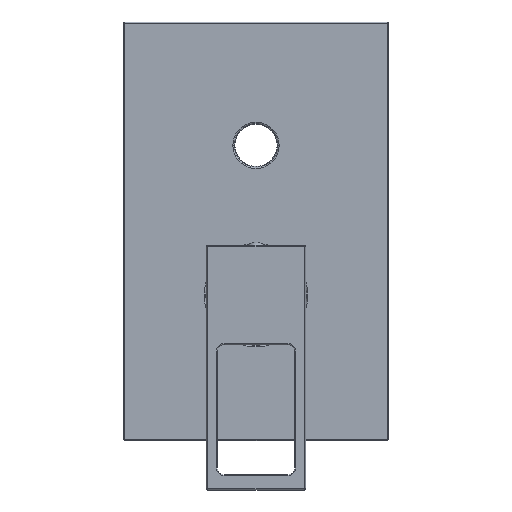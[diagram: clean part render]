
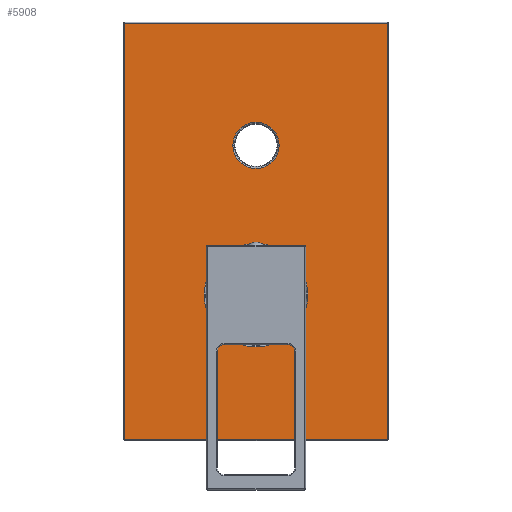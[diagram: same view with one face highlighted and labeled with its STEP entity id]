
A CAD part, top view. The second image highlights one B-rep face of the part: STEP entity #5908.
In plain terms, the highlighted planar face has unit normal (0, 0, 1).
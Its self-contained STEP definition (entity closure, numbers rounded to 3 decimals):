
#4694=DIRECTION('',(-1.,0.,0.));
#4695=VECTOR('',#4694,119.);
#4696=CARTESIAN_POINT('',(59.5,123.5,-2.));
#4697=LINE('',#4696,#4695);
#4698=DIRECTION('',(0.,1.,0.));
#4699=VECTOR('',#4698,189.);
#4700=CARTESIAN_POINT('',(59.5,-65.5,-2.));
#4701=LINE('',#4700,#4699);
#4702=DIRECTION('',(1.,0.,0.));
#4703=VECTOR('',#4702,119.);
#4704=CARTESIAN_POINT('',(-59.5,-65.5,-2.));
#4705=LINE('',#4704,#4703);
#4706=DIRECTION('',(0.,-1.,0.));
#4707=VECTOR('',#4706,189.);
#4708=CARTESIAN_POINT('',(-59.5,123.5,-2.));
#4709=LINE('',#4708,#4707);
#4710=CARTESIAN_POINT('',(0.,0.,-2.));
#4711=DIRECTION('',(0.,0.,-1.));
#4712=DIRECTION('',(1.,0.,0.));
#4713=AXIS2_PLACEMENT_3D('',#4710,#4711,#4712);
#4715=CARTESIAN_POINT('',(0.,0.,-2.));
#4716=DIRECTION('',(0.,0.,-1.));
#4717=DIRECTION('',(-1.,0.,0.));
#4718=AXIS2_PLACEMENT_3D('',#4715,#4716,#4717);
#4720=CARTESIAN_POINT('',(0.,68.,-2.));
#4721=DIRECTION('',(0.,0.,-1.));
#4722=DIRECTION('',(-1.,0.,0.));
#4723=AXIS2_PLACEMENT_3D('',#4720,#4721,#4722);
#4725=CARTESIAN_POINT('',(0.,68.,-2.));
#4726=DIRECTION('',(0.,0.,-1.));
#4727=DIRECTION('',(1.,0.,0.));
#4728=AXIS2_PLACEMENT_3D('',#4725,#4726,#4727);
#5525=CARTESIAN_POINT('',(59.5,123.5,-2.));
#5526=CARTESIAN_POINT('',(-59.5,123.5,-2.));
#5527=VERTEX_POINT('',#5525);
#5528=VERTEX_POINT('',#5526);
#5533=CARTESIAN_POINT('',(-59.5,-65.5,-2.));
#5534=VERTEX_POINT('',#5533);
#5539=CARTESIAN_POINT('',(59.5,-65.5,-2.));
#5540=VERTEX_POINT('',#5539);
#5545=CARTESIAN_POINT('',(23.5,0.,-2.));
#5546=CARTESIAN_POINT('',(-23.5,0.,-2.));
#5547=VERTEX_POINT('',#5545);
#5548=VERTEX_POINT('',#5546);
#5553=CARTESIAN_POINT('',(-10.5,68.,-2.));
#5554=CARTESIAN_POINT('',(10.5,68.,-2.));
#5555=VERTEX_POINT('',#5553);
#5556=VERTEX_POINT('',#5554);
#5882=CARTESIAN_POINT('',(0.,29.,-2.));
#5883=DIRECTION('',(0.,0.,1.));
#5884=DIRECTION('',(1.,0.,0.));
#5885=AXIS2_PLACEMENT_3D('',#5882,#5883,#5884);
#5886=PLANE('',#5885);
#5888=ORIENTED_EDGE('',*,*,#5887,.F.);
#5890=ORIENTED_EDGE('',*,*,#5889,.F.);
#5892=ORIENTED_EDGE('',*,*,#5891,.F.);
#5894=ORIENTED_EDGE('',*,*,#5893,.F.);
#5895=EDGE_LOOP('',(#5888,#5890,#5892,#5894));
#5896=FACE_OUTER_BOUND('',#5895,.F.);
#5898=ORIENTED_EDGE('',*,*,#5897,.F.);
#5900=ORIENTED_EDGE('',*,*,#5899,.F.);
#5901=EDGE_LOOP('',(#5898,#5900));
#5902=FACE_BOUND('',#5901,.F.);
#5904=ORIENTED_EDGE('',*,*,#5903,.F.);
#5905=ORIENTED_EDGE('',*,*,#5865,.F.);
#5906=EDGE_LOOP('',(#5904,#5905));
#5907=FACE_BOUND('',#5906,.F.);
#5908=ADVANCED_FACE('',(#5896,#5902,#5907),#5886,.T.);
#4714=CIRCLE('',#4713,23.5);
#4719=CIRCLE('',#4718,23.5);
#4724=CIRCLE('',#4723,10.5);
#4729=CIRCLE('',#4728,10.5);
#5865=EDGE_CURVE('',#5556,#5555,#4729,.T.);
#5887=EDGE_CURVE('',#5527,#5528,#4697,.T.);
#5889=EDGE_CURVE('',#5540,#5527,#4701,.T.);
#5891=EDGE_CURVE('',#5534,#5540,#4705,.T.);
#5893=EDGE_CURVE('',#5528,#5534,#4709,.T.);
#5897=EDGE_CURVE('',#5547,#5548,#4714,.T.);
#5899=EDGE_CURVE('',#5548,#5547,#4719,.T.);
#5903=EDGE_CURVE('',#5555,#5556,#4724,.T.);
